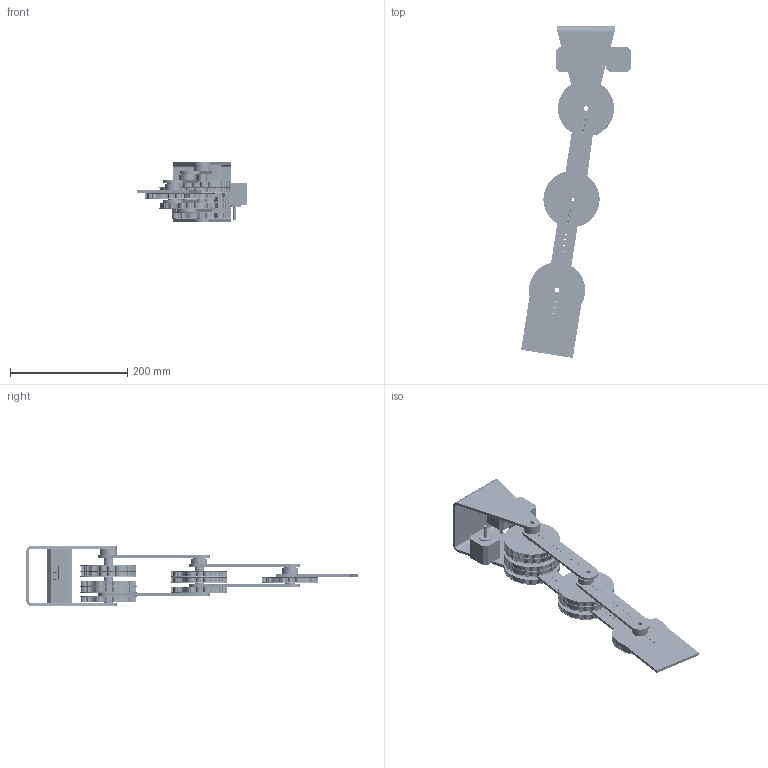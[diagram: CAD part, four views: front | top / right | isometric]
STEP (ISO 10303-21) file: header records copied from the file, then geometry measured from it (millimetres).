
FILE_DESCRIPTION(/* description */ (''),/* implementation_level */ '2;1');
FILE_NAME(/* name */ 'Omnidirectional Robot.step',/* time_stamp */ '2022-12-14T14:54:54-06:00',/* author */ (''),/* organization */ (''),/* preprocessor_version */ 'ST-DEVELOPER v19.2',/* originating_system */ 'Autodesk Translation Framework v11.17.0.187',/* authorisation */ '');
FILE_SCHEMA (('AUTOMOTIVE_DESIGN { 1 0 10303 214 3 1 1 }'));
Length unit declared in the file: millimetre
Products named in the file (12): Project; Double Pulley; 13mm spacer; 6.5mm Spacer; Washer; Single Pulley (1); Bearing_Cup; Bearing; Arm; 20mm washer; Foot Pad; Motor
Assembly tree (39 placements, depth 2):
  Project
    Double Pulley  x3
    13mm spacer
    6.5mm Spacer  x2
    Washer  x5
    20mm washer  x2
    Single Pulley (1)  x3
    Arm  x4
    Bearing_Cup  x3
    Bearing  x12
    Foot Pad
    Motor  x3
Bounding box: 187.38 x 566.26 x 102.5 mm (x, y, z)
Volume: 1160994.4 mm3; surface area: 336175.3 mm2
Topology: 41 solids, 41 shells, 5946 faces, 11920 edges, 6074 vertices
Faces by surface type: plane 3032, cylinder 2864, cone 46, bspline 4
Full cylindrical faces by diameter (mm): 1.8 x3, 2.4 x40, 3.4 x9, 3.5 x3, 5 x3, 8 x24, 8.5 x8, 16 x8, 20 x2, 21.9 x12, 22 x16, 28 x3, 95.985 x15
Entity records: 51958 total; most frequent: DIRECTION 10939, CARTESIAN_POINT 8277, ORIENTED_EDGE 8028, AXIS2_PLACEMENT_3D 4887, EDGE_CURVE 4014, CIRCLE 2841, EDGE_LOOP 2069, VERTEX_POINT 2049
